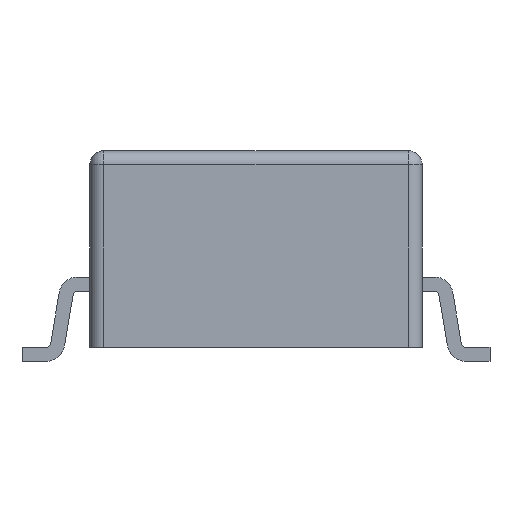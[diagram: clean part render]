
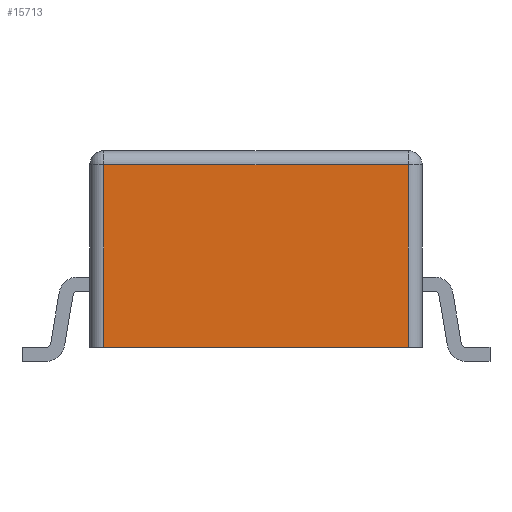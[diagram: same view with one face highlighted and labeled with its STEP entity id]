
A CAD part, left-side view. The second image highlights one B-rep face of the part: STEP entity #15713.
In plain terms, the highlighted planar face has unit normal (-1, 0, 0).
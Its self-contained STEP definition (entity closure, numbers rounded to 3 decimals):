
#268 = LINE ( 'NONE', #7667, #27913 ) ;
#384 = CARTESIAN_POINT ( 'NONE',  ( -7.55, -3.25, -1.5 ) ) ;
#733 = CARTESIAN_POINT ( 'NONE',  ( -7.55, -3.25, -1.5 ) ) ;
#1512 = CARTESIAN_POINT ( 'NONE',  ( -7.55, 3.25, 2.4 ) ) ;
#1615 = DIRECTION ( 'NONE',  ( 0., 0., 1. ) ) ;
#1694 = EDGE_CURVE ( 'NONE', #11052, #24542, #29498, .T. ) ;
#2465 = DIRECTION ( 'NONE',  ( 0., -1., 0. ) ) ;
#3059 = DIRECTION ( 'NONE',  ( 0., 0., 1. ) ) ;
#3127 = EDGE_CURVE ( 'NONE', #24542, #6838, #268, .T. ) ;
#3616 = CARTESIAN_POINT ( 'NONE',  ( -7.55, 3.25, -1.5 ) ) ;
#5631 = VECTOR ( 'NONE', #3059, 1000. ) ;
#6505 = CARTESIAN_POINT ( 'NONE',  ( -7.55, 3.55, -1.5 ) ) ;
#6812 = CARTESIAN_POINT ( 'NONE',  ( -7.55, -3.25, 2.4 ) ) ;
#6838 = VERTEX_POINT ( 'NONE', #733 ) ;
#7087 = EDGE_LOOP ( 'NONE', ( #18011, #9327, #20721, #16611 ) ) ;
#7316 = DIRECTION ( 'NONE',  ( 0., 1., 0. ) ) ;
#7460 = CARTESIAN_POINT ( 'NONE',  ( -7.55, 3.55, 2.4 ) ) ;
#7667 = CARTESIAN_POINT ( 'NONE',  ( -7.55, 3.55, -1.5 ) ) ;
#8100 = LINE ( 'NONE', #384, #5631 ) ;
#9327 = ORIENTED_EDGE ( 'NONE', *, *, #20999, .T. ) ;
#11052 = VERTEX_POINT ( 'NONE', #1512 ) ;
#11449 = DIRECTION ( 'NONE',  ( -1., 0., 0. ) ) ;
#11623 = CARTESIAN_POINT ( 'NONE',  ( -7.55, 3.25, -1.5 ) ) ;
#12394 = LINE ( 'NONE', #7460, #13461 ) ;
#13461 = VECTOR ( 'NONE', #7316, 1000. ) ;
#14043 = EDGE_CURVE ( 'NONE', #26739, #11052, #12394, .T. ) ;
#15713 = ADVANCED_FACE ( 'NONE', ( #23349 ), #30503, .T. ) ;
#16611 = ORIENTED_EDGE ( 'NONE', *, *, #1694, .T. ) ;
#17178 = VECTOR ( 'NONE', #28464, 1000. ) ;
#18011 = ORIENTED_EDGE ( 'NONE', *, *, #3127, .T. ) ;
#20721 = ORIENTED_EDGE ( 'NONE', *, *, #14043, .T. ) ;
#20999 = EDGE_CURVE ( 'NONE', #6838, #26739, #8100, .T. ) ;
#23349 = FACE_OUTER_BOUND ( 'NONE', #7087, .T. ) ;
#24542 = VERTEX_POINT ( 'NONE', #3616 ) ;
#24930 = AXIS2_PLACEMENT_3D ( 'NONE', #6505, #11449, #1615 ) ;
#26739 = VERTEX_POINT ( 'NONE', #6812 ) ;
#27913 = VECTOR ( 'NONE', #2465, 1000. ) ;
#28464 = DIRECTION ( 'NONE',  ( 0., 0., -1. ) ) ;
#29498 = LINE ( 'NONE', #11623, #17178 ) ;
#30503 = PLANE ( 'NONE',  #24930 ) ;
